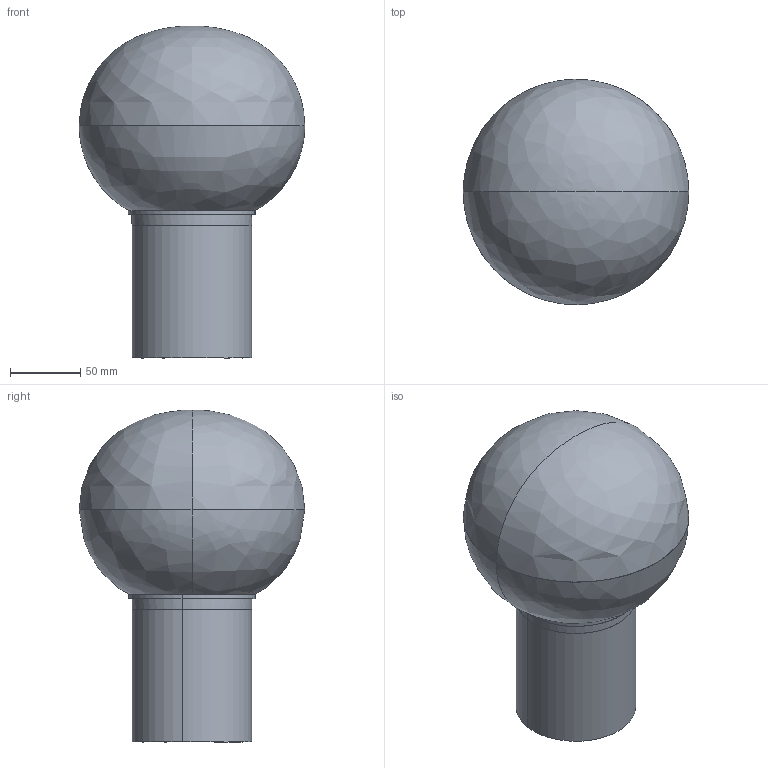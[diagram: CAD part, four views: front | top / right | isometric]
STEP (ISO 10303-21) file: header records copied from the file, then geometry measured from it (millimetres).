
FILE_DESCRIPTION(/* description */ (''),/* implementation_level */ '2;1');
FILE_NAME(/* name */ 'Laguna table 160',/* time_stamp */ '2016-04-27T19:15:16+02:00',/* author */ (''),/* organization */ (''),/* preprocessor_version */ 'ST-DEVELOPER v15',/* originating_system */ '',/* authorisation */ '');
FILE_SCHEMA (('AUTOMOTIVE_DESIGN'));
Length unit declared in the file: millimetre
Products named in the file (4): Document; Y303000397_-; Blocco 07; Blocco 73
Assembly tree (3 placements, depth 3):
  Document
    Y303000397_-
      Blocco 07
    Blocco 73
Bounding box: 160 x 159.97 x 235.53 mm (x, y, z)
Volume: 41869.1 mm3; surface area: 200964 mm2
Topology: 1 solids, 22 shells, 45 faces, 143 edges, 109 vertices
Faces by surface type: bspline 35, plane 10
Entity records: 2549 total; most frequent: CARTESIAN_POINT 1700, ORIENTED_EDGE 187, EDGE_CURVE 139, VERTEX_POINT 109, EDGE_LOOP 52, B_SPLINE_CURVE_WITH_KNOTS 50, ADVANCED_FACE 45, FACE_OUTER_BOUND 45
